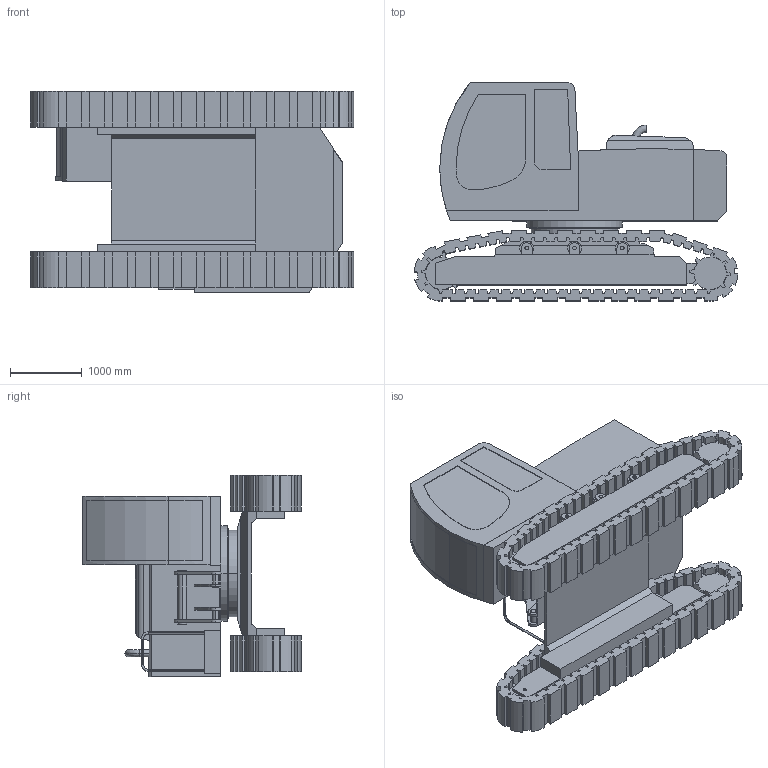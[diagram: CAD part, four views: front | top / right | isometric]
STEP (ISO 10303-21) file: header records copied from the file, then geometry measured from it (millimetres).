
FILE_DESCRIPTION(/* description */ (''),/* implementation_level */ '2;1');
FILE_NAME(/* name */ 'excavator_yellow6',/* time_stamp */ '2025-11-21T06:32:52+08:00',/* author */ (''),/* organization */ (''),/* preprocessor_version */ 'ST-DEVELOPER v19.2',/* originating_system */ 'Rhino 8.10',/* authorisation */ '');
FILE_SCHEMA (('CONFIG_CONTROL_DESIGN'));
Length unit declared in the file: millimetre
Products named in the file (1): Document
Bounding box: 4499.72 x 3035 x 2804.5 mm (x, y, z)
Volume: 12245541733.6 mm3; surface area: 93388310.6 mm2
Topology: 2 solids, 2 shells, 1285 faces, 3809 edges, 2536 vertices
Faces by surface type: plane 993, cylinder 286, bspline 6
Entity records: 42491 total; most frequent: CARTESIAN_POINT 12865, ORIENTED_EDGE 7618, EDGE_CURVE 3809, B_SPLINE_CURVE_WITH_KNOTS 3145, DIRECTION 2577, VERTEX_POINT 2536, AXIS2_PLACEMENT_3D 1928, EDGE_LOOP 1381
